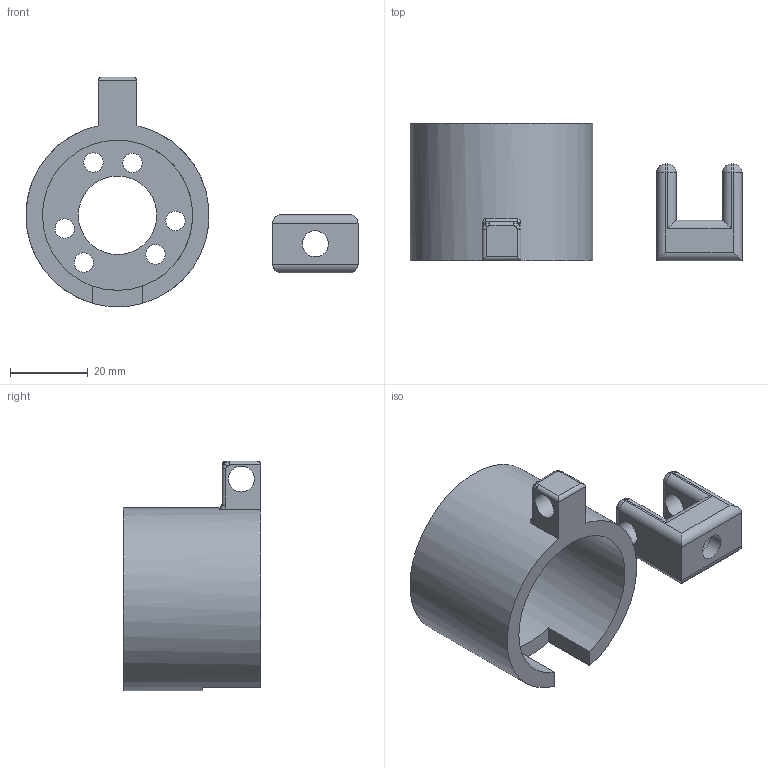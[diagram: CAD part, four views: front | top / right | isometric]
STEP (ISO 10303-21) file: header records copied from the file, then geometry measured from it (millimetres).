
FILE_DESCRIPTION(/* description */ ('','CAx-IF Rec.Pracs.---Representation and Presentation of Product Manufacturing Information (PMI)---4.0---2014-10-13'),/* implementation_level */ '2;1');
FILE_NAME(/* name */ 'hinged_encoder_mount_v3.step',/* time_stamp */ '2025-01-30T13:27:21-05:00',/* author */ (''),/* organization */ (''),/* preprocessor_version */ 'ST-DEVELOPER v20',/* originating_system */ 'Autodesk Translation Framework v13.20.0.188',/* authorisation */ '');
FILE_SCHEMA (('AP242_MANAGED_MODEL_BASED_3D_ENGINEERING_MIM_LF { 1 0 10303 442 1 1 4 }'));
Length unit declared in the file: millimetre
Products named in the file (1): Hinged Rotary Encoder Mount
Bounding box: 85.61 x 35.5 x 59.25 mm (x, y, z)
Volume: 26545.2 mm3; surface area: 15232 mm2
Topology: 2 solids, 2 shells, 84 faces, 207 edges, 124 vertices
Faces by surface type: cylinder 40, plane 21, bspline 14, sphere 8, torus 1
Full cylindrical faces by diameter (mm): 5 x6, 6.715 x4, 10 x1, 20.25 x1, 38.75 x1, 47.25 x1
Entity records: 3098 total; most frequent: CARTESIAN_POINT 1050, DIRECTION 426, ORIENTED_EDGE 414, EDGE_CURVE 207, AXIS2_PLACEMENT_3D 170, VERTEX_POINT 124, EDGE_LOOP 103, CIRCLE 89
